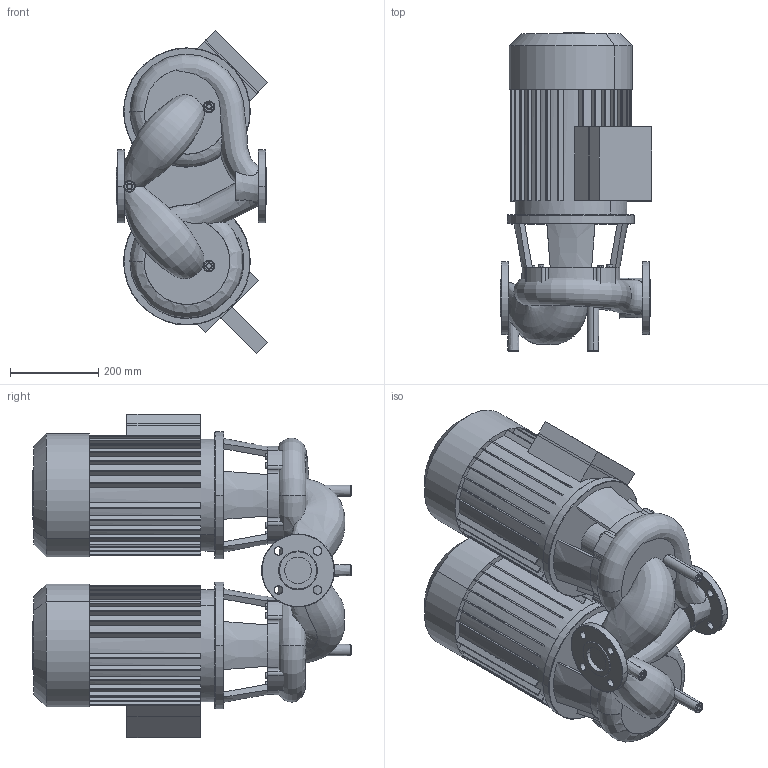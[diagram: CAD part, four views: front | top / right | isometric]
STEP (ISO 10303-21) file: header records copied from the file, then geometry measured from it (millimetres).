
FILE_DESCRIPTION((''),'2;1');
FILE_NAME('3d_DL50_170-5_5_2-2121028.stp','2016-05-24T12:34:32',(''),(''),'Mechanical Desktop 2009','Mechanical Desktop 2009',', , ');
FILE_SCHEMA(('CONFIG_CONTROL_DESIGN'));
Length unit declared in the file: millimetre
Products named in the file (1): Product
Bounding box: 343 x 720 x 731.17 mm (x, y, z)
Volume: 68317671 mm3; surface area: 2723344.3 mm2
Topology: 17 solids, 17 shells, 674 faces, 1836 edges, 1217 vertices
Faces by surface type: bspline 286, plane 218, cylinder 152, cone 14, torus 4
Entity records: 39842 total; most frequent: CARTESIAN_POINT 23346, ORIENTED_EDGE 3664, DIRECTION 3024, EDGE_CURVE 1832, VERTEX_POINT 1215, VECTOR 1024, LINE 1024, AXIS2_PLACEMENT_3D 1000
